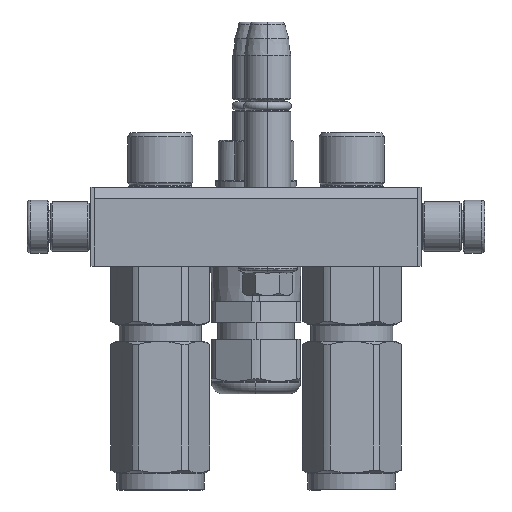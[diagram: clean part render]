
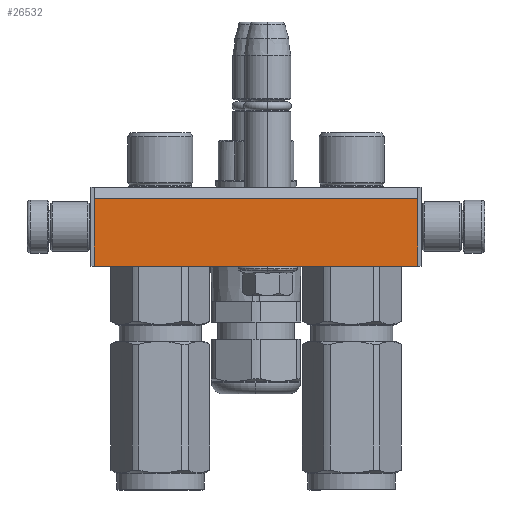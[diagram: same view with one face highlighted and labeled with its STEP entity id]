
A CAD part, left-side view. The second image highlights one B-rep face of the part: STEP entity #26532.
In plain terms, the highlighted face is planar.
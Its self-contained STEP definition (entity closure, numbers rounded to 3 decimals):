
#1858 = PLANE ( 'NONE',  #8480 ) ;
#1881 = VERTEX_POINT ( 'NONE', #24846 ) ;
#2024 = CARTESIAN_POINT ( 'NONE',  ( -21., 0., 24. ) ) ;
#8480 = AXIS2_PLACEMENT_3D ( 'NONE', #2024, #21829, #17416 ) ;
#9192 = EDGE_CURVE ( 'NONE', #11034, #1881, #10625, .T. ) ;
#10625 = LINE ( 'NONE', #43259, #44189 ) ;
#11034 = VERTEX_POINT ( 'NONE', #38713 ) ;
#11073 = VECTOR ( 'NONE', #46361, 1000. ) ;
#12039 = ORIENTED_EDGE ( 'NONE', *, *, #12786, .F. ) ;
#12314 = FACE_OUTER_BOUND ( 'NONE', #43783, .T. ) ;
#12439 = CARTESIAN_POINT ( 'NONE',  ( 78., 3.464, 24. ) ) ;
#12786 = EDGE_CURVE ( 'NONE', #23336, #11034, #16192, .T. ) ;
#12824 = DIRECTION ( 'NONE',  ( 0., 1., 0. ) ) ;
#16192 = LINE ( 'NONE', #16748, #46074 ) ;
#16748 = CARTESIAN_POINT ( 'NONE',  ( -20., 3.464, 24. ) ) ;
#17416 = DIRECTION ( 'NONE',  ( 1., 0., 0. ) ) ;
#18095 = VERTEX_POINT ( 'NONE', #12439 ) ;
#18397 = LINE ( 'NONE', #50449, #11073 ) ;
#21829 = DIRECTION ( 'NONE',  ( 0., 0., 1. ) ) ;
#23014 = ORIENTED_EDGE ( 'NONE', *, *, #9192, .F. ) ;
#23279 = DIRECTION ( 'NONE',  ( 1., 0., 0. ) ) ;
#23336 = VERTEX_POINT ( 'NONE', #43823 ) ;
#24429 = VECTOR ( 'NONE', #23279, 1000. ) ;
#24846 = CARTESIAN_POINT ( 'NONE',  ( 78., 24., 24. ) ) ;
#25652 = ORIENTED_EDGE ( 'NONE', *, *, #42882, .T. ) ;
#26532 = ADVANCED_FACE ( 'NONE', ( #12314 ), #1858, .T. ) ;
#28642 = EDGE_CURVE ( 'NONE', #18095, #1881, #18397, .T. ) ;
#38713 = CARTESIAN_POINT ( 'NONE',  ( -20., 24., 24. ) ) ;
#42015 = CARTESIAN_POINT ( 'NONE',  ( -20., 3.464, 24. ) ) ;
#42882 = EDGE_CURVE ( 'NONE', #23336, #18095, #47643, .T. ) ;
#43259 = CARTESIAN_POINT ( 'NONE',  ( -20., 24., 24. ) ) ;
#43783 = EDGE_LOOP ( 'NONE', ( #23014, #12039, #25652, #43809 ) ) ;
#43809 = ORIENTED_EDGE ( 'NONE', *, *, #28642, .T. ) ;
#43823 = CARTESIAN_POINT ( 'NONE',  ( -20., 3.464, 24. ) ) ;
#44189 = VECTOR ( 'NONE', #47221, 1000. ) ;
#46074 = VECTOR ( 'NONE', #12824, 1000. ) ;
#46361 = DIRECTION ( 'NONE',  ( 0., 1., 0. ) ) ;
#47221 = DIRECTION ( 'NONE',  ( 1., 0., 0. ) ) ;
#47643 = LINE ( 'NONE', #42015, #24429 ) ;
#50449 = CARTESIAN_POINT ( 'NONE',  ( 78., 3.464, 24. ) ) ;
